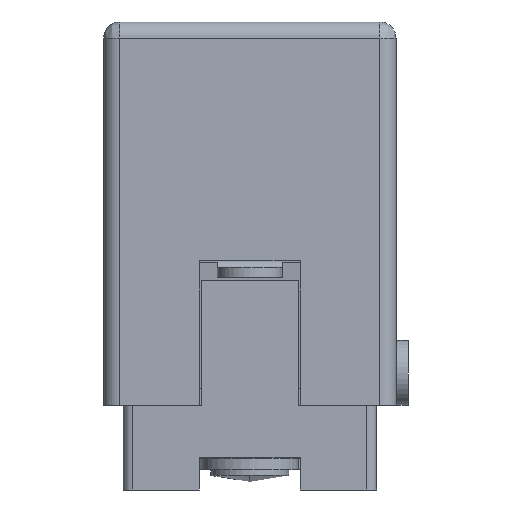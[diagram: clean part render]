
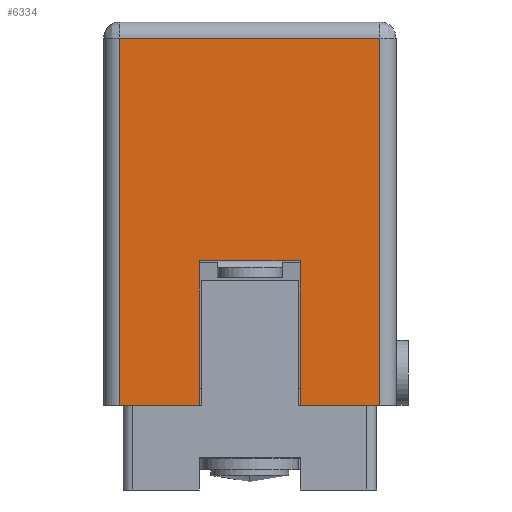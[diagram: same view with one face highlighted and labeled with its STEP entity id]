
A CAD part, front view. The second image highlights one B-rep face of the part: STEP entity #6334.
In plain terms, the highlighted planar face has unit normal (0, -1, 0).
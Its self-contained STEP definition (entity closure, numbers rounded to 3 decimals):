
#34 = CARTESIAN_POINT ( 'NONE',  ( 4., -6.5, -11.8 ) ) ;
#98 = ORIENTED_EDGE ( 'NONE', *, *, #4181, .T. ) ;
#123 = PLANE ( 'NONE',  #1082 ) ;
#220 = DIRECTION ( 'NONE',  ( 1., 0., 0. ) ) ;
#292 = LINE ( 'NONE', #1339, #6105 ) ;
#567 = LINE ( 'NONE', #34, #3845 ) ;
#585 = DIRECTION ( 'NONE',  ( 0., 0., 1. ) ) ;
#673 = EDGE_CURVE ( 'NONE', #5002, #1842, #567, .T. ) ;
#718 = DIRECTION ( 'NONE',  ( 0., 0., -1. ) ) ;
#723 = LINE ( 'NONE', #4799, #5382 ) ;
#1005 = EDGE_CURVE ( 'NONE', #1991, #5002, #3684, .T. ) ;
#1058 = CARTESIAN_POINT ( 'NONE',  ( 1.55, -6.5, -7.35 ) ) ;
#1075 = VERTEX_POINT ( 'NONE', #1581 ) ;
#1082 = AXIS2_PLACEMENT_3D ( 'NONE', #6229, #3205, #718 ) ;
#1156 = CARTESIAN_POINT ( 'NONE',  ( 4., -6.5, -11.8 ) ) ;
#1311 = VECTOR ( 'NONE', #4675, 1000. ) ;
#1339 = CARTESIAN_POINT ( 'NONE',  ( -0.25, -6.5, -0.5 ) ) ;
#1368 = ORIENTED_EDGE ( 'NONE', *, *, #1872, .T. ) ;
#1479 = DIRECTION ( 'NONE',  ( 1., 0., 0. ) ) ;
#1575 = VERTEX_POINT ( 'NONE', #1058 ) ;
#1581 = CARTESIAN_POINT ( 'NONE',  ( 1.55, -6.5, -11.8 ) ) ;
#1596 = CARTESIAN_POINT ( 'NONE',  ( 4., -6.5, -0.5 ) ) ;
#1662 = CARTESIAN_POINT ( 'NONE',  ( -4., -6.5, -11.8 ) ) ;
#1712 = EDGE_CURVE ( 'NONE', #1991, #3207, #292, .T. ) ;
#1842 = VERTEX_POINT ( 'NONE', #4166 ) ;
#1872 = EDGE_CURVE ( 'NONE', #5301, #3207, #5154, .T. ) ;
#1991 = VERTEX_POINT ( 'NONE', #3832 ) ;
#2030 = LINE ( 'NONE', #3086, #4896 ) ;
#2173 = EDGE_CURVE ( 'NONE', #1575, #1075, #2030, .T. ) ;
#2193 = CARTESIAN_POINT ( 'NONE',  ( -4., -6.5, -11.8 ) ) ;
#2530 = LINE ( 'NONE', #4508, #5177 ) ;
#2572 = EDGE_CURVE ( 'NONE', #1075, #5301, #723, .T. ) ;
#2623 = ORIENTED_EDGE ( 'NONE', *, *, #1712, .F. ) ;
#2681 = FACE_OUTER_BOUND ( 'NONE', #2875, .T. ) ;
#2854 = EDGE_CURVE ( 'NONE', #5408, #1575, #3261, .T. ) ;
#2875 = EDGE_LOOP ( 'NONE', ( #6191, #1368, #2623, #4473, #5825, #98, #3006, #6114 ) ) ;
#3006 = ORIENTED_EDGE ( 'NONE', *, *, #2854, .T. ) ;
#3052 = VECTOR ( 'NONE', #3167, 1000. ) ;
#3086 = CARTESIAN_POINT ( 'NONE',  ( 1.55, -6.5, -11.8 ) ) ;
#3167 = DIRECTION ( 'NONE',  ( 1., 0., 0. ) ) ;
#3205 = DIRECTION ( 'NONE',  ( 0., -1., 0. ) ) ;
#3207 = VERTEX_POINT ( 'NONE', #1596 ) ;
#3261 = LINE ( 'NONE', #6183, #3052 ) ;
#3457 = DIRECTION ( 'NONE',  ( 0., 0., -1. ) ) ;
#3684 = LINE ( 'NONE', #2193, #1311 ) ;
#3832 = CARTESIAN_POINT ( 'NONE',  ( -4., -6.5, -0.5 ) ) ;
#3845 = VECTOR ( 'NONE', #6103, 1000. ) ;
#4166 = CARTESIAN_POINT ( 'NONE',  ( -1.55, -6.5, -11.8 ) ) ;
#4181 = EDGE_CURVE ( 'NONE', #1842, #5408, #2530, .T. ) ;
#4473 = ORIENTED_EDGE ( 'NONE', *, *, #1005, .T. ) ;
#4508 = CARTESIAN_POINT ( 'NONE',  ( -1.55, -6.5, -11.8 ) ) ;
#4541 = DIRECTION ( 'NONE',  ( 0., 0., 1. ) ) ;
#4675 = DIRECTION ( 'NONE',  ( 0., 0., -1. ) ) ;
#4799 = CARTESIAN_POINT ( 'NONE',  ( 4., -6.5, -11.8 ) ) ;
#4896 = VECTOR ( 'NONE', #3457, 1000. ) ;
#5002 = VERTEX_POINT ( 'NONE', #1662 ) ;
#5135 = CARTESIAN_POINT ( 'NONE',  ( -1.55, -6.5, -7.35 ) ) ;
#5154 = LINE ( 'NONE', #5291, #5579 ) ;
#5177 = VECTOR ( 'NONE', #4541, 1000. ) ;
#5291 = CARTESIAN_POINT ( 'NONE',  ( 4., -6.5, -11.8 ) ) ;
#5301 = VERTEX_POINT ( 'NONE', #1156 ) ;
#5382 = VECTOR ( 'NONE', #220, 1000. ) ;
#5408 = VERTEX_POINT ( 'NONE', #5135 ) ;
#5579 = VECTOR ( 'NONE', #585, 1000. ) ;
#5825 = ORIENTED_EDGE ( 'NONE', *, *, #673, .T. ) ;
#6103 = DIRECTION ( 'NONE',  ( 1., 0., 0. ) ) ;
#6105 = VECTOR ( 'NONE', #1479, 1000. ) ;
#6114 = ORIENTED_EDGE ( 'NONE', *, *, #2173, .T. ) ;
#6183 = CARTESIAN_POINT ( 'NONE',  ( 4., -6.5, -7.35 ) ) ;
#6191 = ORIENTED_EDGE ( 'NONE', *, *, #2572, .T. ) ;
#6229 = CARTESIAN_POINT ( 'NONE',  ( 4., -6.5, -11.8 ) ) ;
#6334 = ADVANCED_FACE ( 'NONE', ( #2681 ), #123, .T. ) ;
